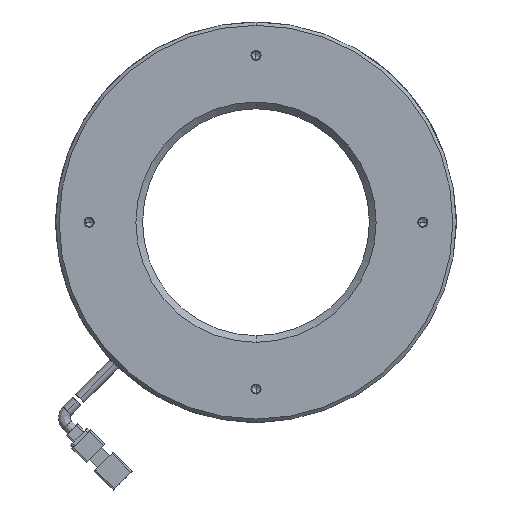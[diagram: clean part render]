
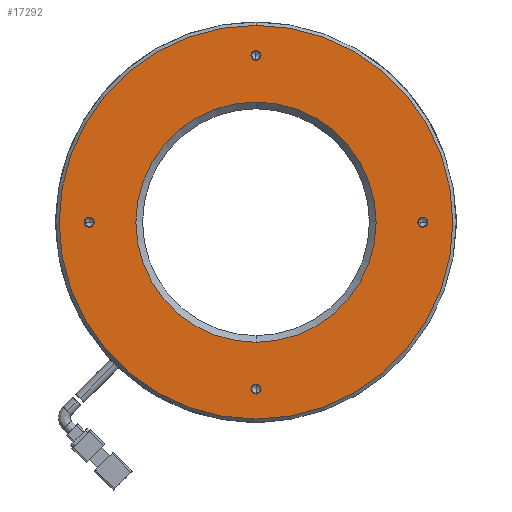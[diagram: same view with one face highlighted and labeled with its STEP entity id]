
A CAD part, front view. The second image highlights one B-rep face of the part: STEP entity #17292.
In plain terms, the highlighted planar face has unit normal (0, -1, 0).
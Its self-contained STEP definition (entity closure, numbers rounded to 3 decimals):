
#2314 = AXIS2_PLACEMENT_3D ( 'NONE', #78500, #193174, #95022 ) ;
#5201 = CIRCLE ( 'NONE', #208222, 36. ) ;
#7955 = CARTESIAN_POINT ( 'NONE',  ( -1.698, 2.119, -36. ) ) ;
#8465 = EDGE_CURVE ( 'NONE', #208191, #61446, #5201, .T. ) ;
#8725 = EDGE_CURVE ( 'NONE', #28375, #76363, #12565, .T. ) ;
#8975 = DIRECTION ( 'NONE',  ( 0., 0., -1. ) ) ;
#9174 = DIRECTION ( 'NONE',  ( 0., 1., 0. ) ) ;
#9194 = ORIENTED_EDGE ( 'NONE', *, *, #199461, .F. ) ;
#10289 = CARTESIAN_POINT ( 'NONE',  ( -1.698, 2.119, 0. ) ) ;
#12565 = CIRCLE ( 'NONE', #31199, 1.5 ) ;
#13188 = ORIENTED_EDGE ( 'NONE', *, *, #8725, .F. ) ;
#15460 = CARTESIAN_POINT ( 'NONE',  ( 48.302, 2.119, 0. ) ) ;
#16255 = VERTEX_POINT ( 'NONE', #172971 ) ;
#17062 = FACE_BOUND ( 'NONE', #56467, .T. ) ;
#17292 = ADVANCED_FACE ( 'NONE', ( #70879, #147863, #22213, #104300, #60571, #17062 ), #139501, .F. ) ;
#19348 = DIRECTION ( 'NONE',  ( 0., -1., 0. ) ) ;
#22213 = FACE_BOUND ( 'NONE', #151572, .T. ) ;
#25199 = CIRCLE ( 'NONE', #2314, 1.5 ) ;
#25793 = AXIS2_PLACEMENT_3D ( 'NONE', #205210, #107086, #8975 ) ;
#26697 = DIRECTION ( 'NONE',  ( 0., 0., 1. ) ) ;
#27081 = EDGE_LOOP ( 'NONE', ( #198355, #9194 ) ) ;
#28375 = VERTEX_POINT ( 'NONE', #142845 ) ;
#31199 = AXIS2_PLACEMENT_3D ( 'NONE', #67174, #181922, #83726 ) ;
#31875 = DIRECTION ( 'NONE',  ( 0., 0., -1. ) ) ;
#31946 = DIRECTION ( 'NONE',  ( 0., 1., 0. ) ) ;
#33340 = ORIENTED_EDGE ( 'NONE', *, *, #124558, .F. ) ;
#34333 = CARTESIAN_POINT ( 'NONE',  ( -51.698, 2.119, -1.5 ) ) ;
#34769 = CIRCLE ( 'NONE', #96513, 1.5 ) ;
#40630 = EDGE_CURVE ( 'NONE', #82463, #98335, #34769, .T. ) ;
#42378 = AXIS2_PLACEMENT_3D ( 'NONE', #10289, #124845, #26697 ) ;
#44832 = VERTEX_POINT ( 'NONE', #197826 ) ;
#49143 = CIRCLE ( 'NONE', #137689, 36. ) ;
#54855 = VERTEX_POINT ( 'NONE', #106922 ) ;
#56467 = EDGE_LOOP ( 'NONE', ( #33340, #192081 ) ) ;
#57719 = DIRECTION ( 'NONE',  ( 0., -1., 0. ) ) ;
#58722 = CARTESIAN_POINT ( 'NONE',  ( -1.698, 2.119, 0. ) ) ;
#58973 = CARTESIAN_POINT ( 'NONE',  ( -1.698, 2.119, 48.5 ) ) ;
#60571 = FACE_OUTER_BOUND ( 'NONE', #151191, .T. ) ;
#61446 = VERTEX_POINT ( 'NONE', #7955 ) ;
#63924 = VERTEX_POINT ( 'NONE', #212438 ) ;
#66953 = EDGE_LOOP ( 'NONE', ( #162468, #194342 ) ) ;
#67174 = CARTESIAN_POINT ( 'NONE',  ( -51.698, 2.119, 0. ) ) ;
#70081 = EDGE_CURVE ( 'NONE', #54855, #44832, #106409, .T. ) ;
#70879 = FACE_BOUND ( 'NONE', #66953, .T. ) ;
#75266 = DIRECTION ( 'NONE',  ( 0., 0., -1. ) ) ;
#76363 = VERTEX_POINT ( 'NONE', #34333 ) ;
#78500 = CARTESIAN_POINT ( 'NONE',  ( -1.698, 2.119, 50. ) ) ;
#79120 = DIRECTION ( 'NONE',  ( 0., -1., 0. ) ) ;
#80292 = CIRCLE ( 'NONE', #201493, 1.5 ) ;
#82463 = VERTEX_POINT ( 'NONE', #117968 ) ;
#83726 = DIRECTION ( 'NONE',  ( 0., 0., -1. ) ) ;
#88203 = DIRECTION ( 'NONE',  ( 0., -1., 0. ) ) ;
#89023 = EDGE_CURVE ( 'NONE', #63924, #135642, #25199, .T. ) ;
#95022 = DIRECTION ( 'NONE',  ( 0., 0., -1. ) ) ;
#95089 = AXIS2_PLACEMENT_3D ( 'NONE', #107298, #9174, #123734 ) ;
#95587 = CARTESIAN_POINT ( 'NONE',  ( -51.698, 2.119, 0. ) ) ;
#96513 = AXIS2_PLACEMENT_3D ( 'NONE', #15460, #130104, #31875 ) ;
#96731 = CIRCLE ( 'NONE', #42378, 59. ) ;
#96883 = CIRCLE ( 'NONE', #155425, 1.5 ) ;
#98335 = VERTEX_POINT ( 'NONE', #140477 ) ;
#100956 = CIRCLE ( 'NONE', #184151, 1.5 ) ;
#103573 = CIRCLE ( 'NONE', #25793, 1.5 ) ;
#104300 = FACE_BOUND ( 'NONE', #27081, .T. ) ;
#105744 = AXIS2_PLACEMENT_3D ( 'NONE', #95587, #210168, #112055 ) ;
#106409 = CIRCLE ( 'NONE', #154315, 59. ) ;
#106922 = CARTESIAN_POINT ( 'NONE',  ( -1.698, 2.119, 59. ) ) ;
#107086 = DIRECTION ( 'NONE',  ( 0., -1., 0. ) ) ;
#107298 = CARTESIAN_POINT ( 'NONE',  ( 32.302, 2.119, 0. ) ) ;
#112055 = DIRECTION ( 'NONE',  ( 0., 0., -1. ) ) ;
#114227 = ORIENTED_EDGE ( 'NONE', *, *, #70081, .F. ) ;
#116198 = ORIENTED_EDGE ( 'NONE', *, *, #136489, .F. ) ;
#117474 = CARTESIAN_POINT ( 'NONE',  ( -1.698, 2.119, 50. ) ) ;
#117968 = CARTESIAN_POINT ( 'NONE',  ( 48.302, 2.119, -1.5 ) ) ;
#120049 = CIRCLE ( 'NONE', #105744, 1.5 ) ;
#122866 = ORIENTED_EDGE ( 'NONE', *, *, #192555, .F. ) ;
#123734 = DIRECTION ( 'NONE',  ( 0., 0., 1. ) ) ;
#124558 = EDGE_CURVE ( 'NONE', #61446, #208191, #49143, .T. ) ;
#124845 = DIRECTION ( 'NONE',  ( 0., 1., 0. ) ) ;
#130104 = DIRECTION ( 'NONE',  ( 0., -1., 0. ) ) ;
#130171 = CARTESIAN_POINT ( 'NONE',  ( -1.698, 2.119, 0. ) ) ;
#130467 = EDGE_LOOP ( 'NONE', ( #122866, #188601 ) ) ;
#133989 = DIRECTION ( 'NONE',  ( 0., 0., -1. ) ) ;
#135642 = VERTEX_POINT ( 'NONE', #58973 ) ;
#136489 = EDGE_CURVE ( 'NONE', #76363, #28375, #120049, .T. ) ;
#137689 = AXIS2_PLACEMENT_3D ( 'NONE', #186400, #88203, #202840 ) ;
#139501 = PLANE ( 'NONE',  #95089 ) ;
#140477 = CARTESIAN_POINT ( 'NONE',  ( 48.302, 2.119, 1.5 ) ) ;
#142845 = CARTESIAN_POINT ( 'NONE',  ( -51.698, 2.119, 1.5 ) ) ;
#146676 = DIRECTION ( 'NONE',  ( 0., 0., 1. ) ) ;
#147863 = FACE_BOUND ( 'NONE', #130467, .T. ) ;
#150328 = EDGE_CURVE ( 'NONE', #16255, #151485, #103573, .T. ) ;
#151191 = EDGE_LOOP ( 'NONE', ( #114227, #202956 ) ) ;
#151485 = VERTEX_POINT ( 'NONE', #157422 ) ;
#151572 = EDGE_LOOP ( 'NONE', ( #116198, #13188 ) ) ;
#154315 = AXIS2_PLACEMENT_3D ( 'NONE', #130171, #31946, #146676 ) ;
#155425 = AXIS2_PLACEMENT_3D ( 'NONE', #156004, #57719, #172533 ) ;
#156004 = CARTESIAN_POINT ( 'NONE',  ( 48.302, 2.119, 0. ) ) ;
#157422 = CARTESIAN_POINT ( 'NONE',  ( -1.698, 2.119, -48.5 ) ) ;
#162468 = ORIENTED_EDGE ( 'NONE', *, *, #40630, .F. ) ;
#172533 = DIRECTION ( 'NONE',  ( 0., 0., -1. ) ) ;
#172971 = CARTESIAN_POINT ( 'NONE',  ( -1.698, 2.119, -51.5 ) ) ;
#173470 = EDGE_CURVE ( 'NONE', #98335, #82463, #96883, .T. ) ;
#173535 = DIRECTION ( 'NONE',  ( 0., -1., 0. ) ) ;
#177339 = CARTESIAN_POINT ( 'NONE',  ( -1.698, 2.119, -50. ) ) ;
#181922 = DIRECTION ( 'NONE',  ( 0., -1., 0. ) ) ;
#184151 = AXIS2_PLACEMENT_3D ( 'NONE', #117474, #19348, #133989 ) ;
#185243 = CARTESIAN_POINT ( 'NONE',  ( -1.698, 2.119, 36. ) ) ;
#186400 = CARTESIAN_POINT ( 'NONE',  ( -1.698, 2.119, 0. ) ) ;
#188601 = ORIENTED_EDGE ( 'NONE', *, *, #89023, .F. ) ;
#192081 = ORIENTED_EDGE ( 'NONE', *, *, #8465, .F. ) ;
#192555 = EDGE_CURVE ( 'NONE', #135642, #63924, #100956, .T. ) ;
#193174 = DIRECTION ( 'NONE',  ( 0., -1., 0. ) ) ;
#193777 = DIRECTION ( 'NONE',  ( 0., 0., -1. ) ) ;
#194342 = ORIENTED_EDGE ( 'NONE', *, *, #173470, .F. ) ;
#197826 = CARTESIAN_POINT ( 'NONE',  ( -1.698, 2.119, -59. ) ) ;
#198355 = ORIENTED_EDGE ( 'NONE', *, *, #150328, .F. ) ;
#199461 = EDGE_CURVE ( 'NONE', #151485, #16255, #80292, .T. ) ;
#201493 = AXIS2_PLACEMENT_3D ( 'NONE', #177339, #79120, #193777 ) ;
#202840 = DIRECTION ( 'NONE',  ( 0., 0., -1. ) ) ;
#202956 = ORIENTED_EDGE ( 'NONE', *, *, #203980, .F. ) ;
#203980 = EDGE_CURVE ( 'NONE', #44832, #54855, #96731, .T. ) ;
#205210 = CARTESIAN_POINT ( 'NONE',  ( -1.698, 2.119, -50. ) ) ;
#208191 = VERTEX_POINT ( 'NONE', #185243 ) ;
#208222 = AXIS2_PLACEMENT_3D ( 'NONE', #58722, #173535, #75266 ) ;
#210168 = DIRECTION ( 'NONE',  ( 0., -1., 0. ) ) ;
#212438 = CARTESIAN_POINT ( 'NONE',  ( -1.698, 2.119, 51.5 ) ) ;
